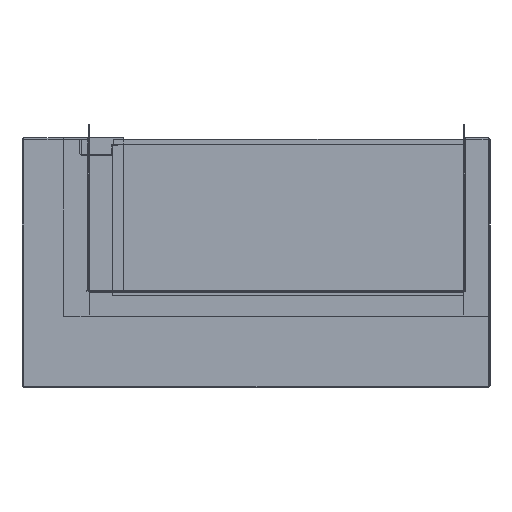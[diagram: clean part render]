
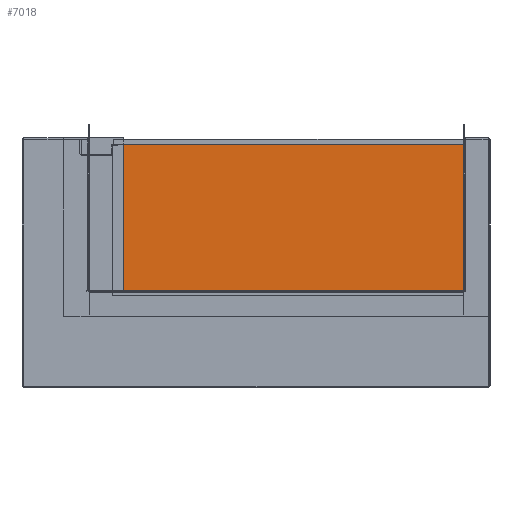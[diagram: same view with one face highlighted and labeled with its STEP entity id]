
A CAD part, left-side view. The second image highlights one B-rep face of the part: STEP entity #7018.
In plain terms, the highlighted planar face has unit normal (-1, 0, 0).
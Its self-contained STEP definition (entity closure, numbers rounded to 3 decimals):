
#63 = PLANE ( 'NONE',  #28613 ) ;
#2951 = CARTESIAN_POINT ( 'NONE',  ( -749., 371., -6. ) ) ;
#3703 = CARTESIAN_POINT ( 'NONE',  ( -749., 371., -155. ) ) ;
#5077 = VECTOR ( 'NONE', #39907, 1000. ) ;
#7018 = ADVANCED_FACE ( 'NONE', ( #37667 ), #63, .T. ) ;
#10971 = CARTESIAN_POINT ( 'NONE',  ( -749., 371., -155. ) ) ;
#12578 = DIRECTION ( 'NONE',  ( 0., 0., -1. ) ) ;
#13607 = VERTEX_POINT ( 'NONE', #41913 ) ;
#16141 = LINE ( 'NONE', #2951, #5077 ) ;
#16749 = ORIENTED_EDGE ( 'NONE', *, *, #27413, .F. ) ;
#16784 = DIRECTION ( 'NONE',  ( 0., 0., 1. ) ) ;
#16966 = CARTESIAN_POINT ( 'NONE',  ( -749., 26., -155. ) ) ;
#17121 = DIRECTION ( 'NONE',  ( 0., 1., 0. ) ) ;
#17148 = EDGE_CURVE ( 'NONE', #13607, #34142, #33841, .T. ) ;
#18025 = CARTESIAN_POINT ( 'NONE',  ( -749., 371., -155. ) ) ;
#18332 = EDGE_CURVE ( 'NONE', #29380, #13607, #43360, .T. ) ;
#19936 = EDGE_CURVE ( 'NONE', #34142, #37599, #20433, .T. ) ;
#20300 = CARTESIAN_POINT ( 'NONE',  ( -749., 0., 0. ) ) ;
#20433 = LINE ( 'NONE', #10971, #41078 ) ;
#21417 = VECTOR ( 'NONE', #12578, 1000. ) ;
#23457 = VECTOR ( 'NONE', #17121, 1000. ) ;
#25325 = CARTESIAN_POINT ( 'NONE',  ( -749., 26., -6. ) ) ;
#26685 = DIRECTION ( 'NONE',  ( -1., 0., 0. ) ) ;
#27413 = EDGE_CURVE ( 'NONE', #37599, #29380, #16141, .T. ) ;
#28613 = AXIS2_PLACEMENT_3D ( 'NONE', #20300, #26685, #16784 ) ;
#28771 = CARTESIAN_POINT ( 'NONE',  ( -749., 371., -6. ) ) ;
#29380 = VERTEX_POINT ( 'NONE', #25325 ) ;
#31408 = DIRECTION ( 'NONE',  ( 0., 0., 1. ) ) ;
#33533 = EDGE_LOOP ( 'NONE', ( #34657, #41401, #16749, #33670 ) ) ;
#33670 = ORIENTED_EDGE ( 'NONE', *, *, #19936, .F. ) ;
#33841 = LINE ( 'NONE', #3703, #23457 ) ;
#34142 = VERTEX_POINT ( 'NONE', #18025 ) ;
#34657 = ORIENTED_EDGE ( 'NONE', *, *, #17148, .F. ) ;
#37599 = VERTEX_POINT ( 'NONE', #28771 ) ;
#37667 = FACE_OUTER_BOUND ( 'NONE', #33533, .T. ) ;
#39907 = DIRECTION ( 'NONE',  ( 0., -1., 0. ) ) ;
#41078 = VECTOR ( 'NONE', #31408, 1000. ) ;
#41401 = ORIENTED_EDGE ( 'NONE', *, *, #18332, .F. ) ;
#41913 = CARTESIAN_POINT ( 'NONE',  ( -749., 26., -155. ) ) ;
#43360 = LINE ( 'NONE', #16966, #21417 ) ;
